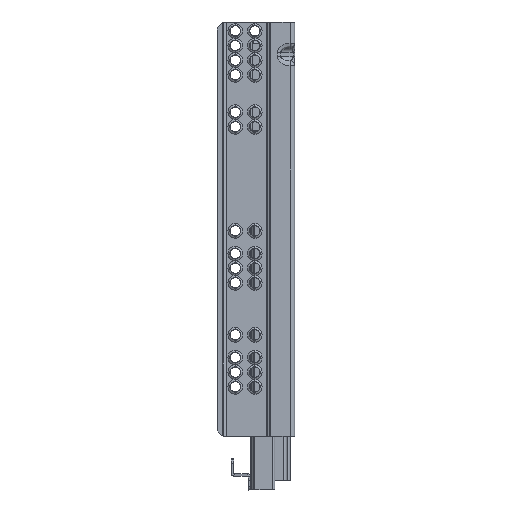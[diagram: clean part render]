
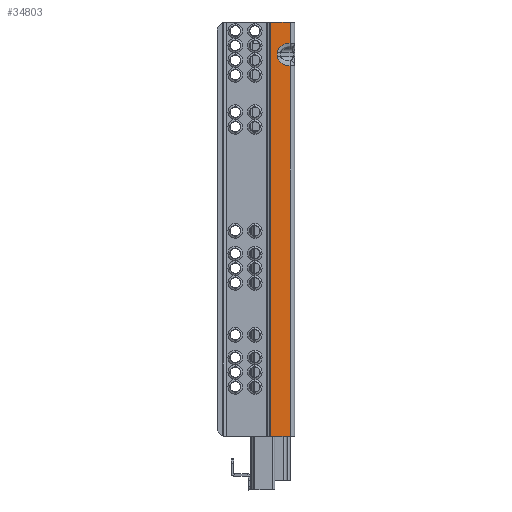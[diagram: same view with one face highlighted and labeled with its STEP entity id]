
A CAD part, left-side view. The second image highlights one B-rep face of the part: STEP entity #34803.
In plain terms, the highlighted planar face has unit normal (-1, 0, 0).
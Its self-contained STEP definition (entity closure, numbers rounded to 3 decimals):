
#1066 = VERTEX_POINT ( 'NONE', #46860 ) ;
#2160 = CARTESIAN_POINT ( 'NONE',  ( 0., -16.257, -19. ) ) ;
#2937 = LINE ( 'NONE', #94294, #29029 ) ;
#3347 = VECTOR ( 'NONE', #37397, 1000. ) ;
#5033 = CARTESIAN_POINT ( 'NONE',  ( 0., -16.257, -21. ) ) ;
#5691 = PLANE ( 'NONE',  #47717 ) ;
#6263 = CARTESIAN_POINT ( 'NONE',  ( 0., -12.443, 0. ) ) ;
#6306 = CARTESIAN_POINT ( 'NONE',  ( 0., -12.443, -255. ) ) ;
#6357 = DIRECTION ( 'NONE',  ( -1., 0., 0. ) ) ;
#7131 = CARTESIAN_POINT ( 'NONE',  ( 0., -24.2, -13.012 ) ) ;
#9974 = EDGE_CURVE ( 'NONE', #29785, #95391, #133232, .T. ) ;
#18091 = ORIENTED_EDGE ( 'NONE', *, *, #40597, .F. ) ;
#18425 = CARTESIAN_POINT ( 'NONE',  ( 0., -24.2, -255. ) ) ;
#19292 = CARTESIAN_POINT ( 'NONE',  ( 0., -12.443, -255. ) ) ;
#22436 = CARTESIAN_POINT ( 'NONE',  ( 0., -24.2, -13.012 ) ) ;
#23567 = EDGE_CURVE ( 'NONE', #95391, #69947, #130906, .T. ) ;
#24670 = CARTESIAN_POINT ( 'NONE',  ( 0., -16.257, -24.339 ) ) ;
#25629 = CARTESIAN_POINT ( 'NONE',  ( 0., -24.2, -255. ) ) ;
#26697 = EDGE_CURVE ( 'NONE', #1066, #105580, #70740, .T. ) ;
#29029 = VECTOR ( 'NONE', #63186, 1000. ) ;
#29785 = VERTEX_POINT ( 'NONE', #124601 ) ;
#31442 = CARTESIAN_POINT ( 'NONE',  ( 0., -24.2, -26.988 ) ) ;
#33882 = CARTESIAN_POINT ( 'NONE',  ( 0., -12.443, 0. ) ) ;
#34803 = ADVANCED_FACE ( 'NONE', ( #98400 ), #5691, .T. ) ;
#37397 = DIRECTION ( 'NONE',  ( 0., -1., 0. ) ) ;
#38634 = VERTEX_POINT ( 'NONE', #71505 ) ;
#40597 = EDGE_CURVE ( 'NONE', #128352, #38634, #57695, .T. ) ;
#41191 = VECTOR ( 'NONE', #59698, 1000. ) ;
#41196 = DIRECTION ( 'NONE',  ( 0., 0., 1. ) ) ;
#42295 = CARTESIAN_POINT ( 'NONE',  ( 0., -16.257, -19. ) ) ;
#44775 = CARTESIAN_POINT ( 'NONE',  ( 0., -19.488, -13.226 ) ) ;
#46860 = CARTESIAN_POINT ( 'NONE',  ( 0., -12.443, -255. ) ) ;
#47717 = AXIS2_PLACEMENT_3D ( 'NONE', #78122, #6357, #88917 ) ;
#49987 = ORIENTED_EDGE ( 'NONE', *, *, #23567, .T. ) ;
#53095 = EDGE_CURVE ( 'NONE', #1066, #128352, #57738, .T. ) ;
#57695 = LINE ( 'NONE', #6263, #3347 ) ;
#57738 = LINE ( 'NONE', #6306, #126637 ) ;
#59698 = DIRECTION ( 'NONE',  ( 0., 0., 1. ) ) ;
#60576 = DIRECTION ( 'NONE',  ( 0., -1., 0. ) ) ;
#63186 = DIRECTION ( 'NONE',  ( 0., 0., 1. ) ) ;
#68622 = CARTESIAN_POINT ( 'NONE',  ( 0., -24.2, -26.988 ) ) ;
#69860 = LINE ( 'NONE', #18425, #41191 ) ;
#69947 = VERTEX_POINT ( 'NONE', #7131 ) ;
#70740 = LINE ( 'NONE', #19292, #106358 ) ;
#70998 = CARTESIAN_POINT ( 'NONE',  ( 0., -16.257, -19. ) ) ;
#71505 = CARTESIAN_POINT ( 'NONE',  ( 0., -24.2, 0. ) ) ;
#73081 = ORIENTED_EDGE ( 'NONE', *, *, #9974, .T. ) ;
#77523 = ORIENTED_EDGE ( 'NONE', *, *, #126420, .T. ) ;
#78122 = CARTESIAN_POINT ( 'NONE',  ( 0., -12.443, -255. ) ) ;
#84743 = ORIENTED_EDGE ( 'NONE', *, *, #53095, .F. ) ;
#88917 = DIRECTION ( 'NONE',  ( 0., 0., 1. ) ) ;
#89165 = ORIENTED_EDGE ( 'NONE', *, *, #98619, .T. ) ;
#94294 = CARTESIAN_POINT ( 'NONE',  ( 0., -24.2, -255. ) ) ;
#95391 = VERTEX_POINT ( 'NONE', #42295 ) ;
#98400 = FACE_OUTER_BOUND ( 'NONE', #131204, .T. ) ;
#98619 = EDGE_CURVE ( 'NONE', #105580, #116989, #2937, .T. ) ;
#105580 = VERTEX_POINT ( 'NONE', #25629 ) ;
#106358 = VECTOR ( 'NONE', #60576, 1000. ) ;
#107000 =( BOUNDED_CURVE ( )  B_SPLINE_CURVE ( 3, ( #68622, #118077, #24670, #5033 ),
 .UNSPECIFIED., .F., .T. ) 
 B_SPLINE_CURVE_WITH_KNOTS ( ( 4, 4 ),
 ( 4.776, 6.283 ),
 .UNSPECIFIED. ) 
 CURVE ( )  GEOMETRIC_REPRESENTATION_ITEM ( )  RATIONAL_B_SPLINE_CURVE ( ( 1., 0.82, 0.82, 1. ) ) 
 REPRESENTATION_ITEM ( '' )  );
#108500 = DIRECTION ( 'NONE',  ( 0., 0., 1. ) ) ;
#114151 = ORIENTED_EDGE ( 'NONE', *, *, #121561, .T. ) ;
#116989 = VERTEX_POINT ( 'NONE', #31442 ) ;
#118077 = CARTESIAN_POINT ( 'NONE',  ( 0., -19.488, -26.774 ) ) ;
#121561 = EDGE_CURVE ( 'NONE', #69947, #38634, #69860, .T. ) ;
#124601 = CARTESIAN_POINT ( 'NONE',  ( 0., -16.257, -21. ) ) ;
#124661 = CARTESIAN_POINT ( 'NONE',  ( 0., -16.257, -15.661 ) ) ;
#126420 = EDGE_CURVE ( 'NONE', #116989, #29785, #107000, .T. ) ;
#126637 = VECTOR ( 'NONE', #108500, 1000. ) ;
#128352 = VERTEX_POINT ( 'NONE', #33882 ) ;
#130906 =( BOUNDED_CURVE ( )  B_SPLINE_CURVE ( 3, ( #2160, #124661, #44775, #22436 ),
 .UNSPECIFIED., .F., .F. ) 
 B_SPLINE_CURVE_WITH_KNOTS ( ( 4, 4 ),
 ( 3.142, 4.648 ),
 .UNSPECIFIED. ) 
 CURVE ( )  GEOMETRIC_REPRESENTATION_ITEM ( )  RATIONAL_B_SPLINE_CURVE ( ( 1., 0.82, 0.82, 1. ) ) 
 REPRESENTATION_ITEM ( '' )  );
#131204 = EDGE_LOOP ( 'NONE', ( #89165, #77523, #73081, #49987, #114151, #18091, #84743, #132678 ) ) ;
#132678 = ORIENTED_EDGE ( 'NONE', *, *, #26697, .T. ) ;
#133232 = LINE ( 'NONE', #70998, #133412 ) ;
#133412 = VECTOR ( 'NONE', #41196, 1000. ) ;
